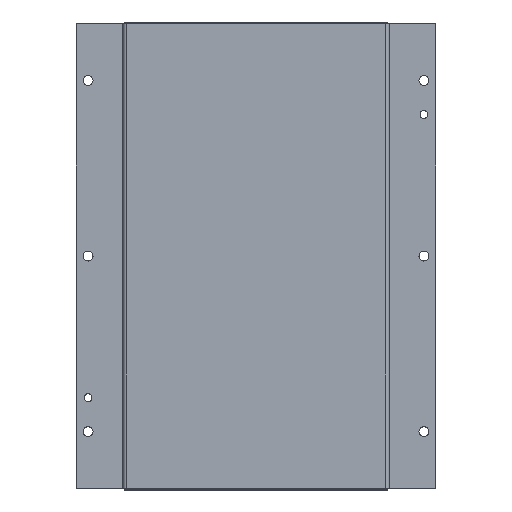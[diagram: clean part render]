
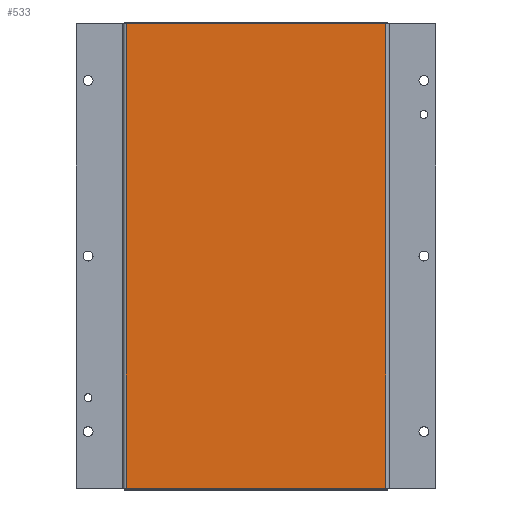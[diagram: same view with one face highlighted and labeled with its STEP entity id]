
A CAD part, top view. The second image highlights one B-rep face of the part: STEP entity #533.
In plain terms, the highlighted planar face has unit normal (0, 0, 1).
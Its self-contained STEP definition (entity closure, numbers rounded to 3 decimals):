
#31=LINE('',#843,#69);
#33=LINE('',#852,#71);
#34=LINE('',#853,#72);
#35=LINE('',#854,#73);
#69=VECTOR('',#705,10.);
#71=VECTOR('',#713,10.);
#72=VECTOR('',#714,10.);
#73=VECTOR('',#715,10.);
#101=PLANE('',#595);
#159=FACE_OUTER_BOUND('',#218,.T.);
#218=EDGE_LOOP('',(#442,#443,#444,#445));
#282=VERTEX_POINT('',#841);
#283=VERTEX_POINT('',#842);
#286=VERTEX_POINT('',#850);
#287=VERTEX_POINT('',#851);
#340=EDGE_CURVE('',#282,#283,#31,.T.);
#344=EDGE_CURVE('',#286,#287,#33,.T.);
#345=EDGE_CURVE('',#282,#286,#34,.T.);
#346=EDGE_CURVE('',#287,#283,#35,.T.);
#442=ORIENTED_EDGE('',*,*,#344,.F.);
#443=ORIENTED_EDGE('',*,*,#345,.F.);
#444=ORIENTED_EDGE('',*,*,#340,.T.);
#445=ORIENTED_EDGE('',*,*,#346,.F.);
#533=ADVANCED_FACE('',(#159),#101,.T.);
#595=AXIS2_PLACEMENT_3D('',#849,#711,#712);
#705=DIRECTION('',(0.,-1.,0.));
#711=DIRECTION('center_axis',(0.,0.,
1.));
#712=DIRECTION('ref_axis',(-1.,0.,0.));
#713=DIRECTION('',(0.,-1.,0.));
#714=DIRECTION('',(1.,0.,0.));
#715=DIRECTION('',(-1.,0.,0.));
#841=CARTESIAN_POINT('',(-229.,410.,91.25));
#842=CARTESIAN_POINT('',(-229.,-410.,91.25));
#843=CARTESIAN_POINT('',(-229.,0.,91.25));
#849=CARTESIAN_POINT('Origin',(0.,0.,
91.25));
#850=CARTESIAN_POINT('',(229.,410.,91.25));
#851=CARTESIAN_POINT('',(229.,-410.,91.25));
#852=CARTESIAN_POINT('',(229.,0.,91.25));
#853=CARTESIAN_POINT('',(235.786,410.,91.25));
#854=CARTESIAN_POINT('',(-412.286,-410.,91.25));
